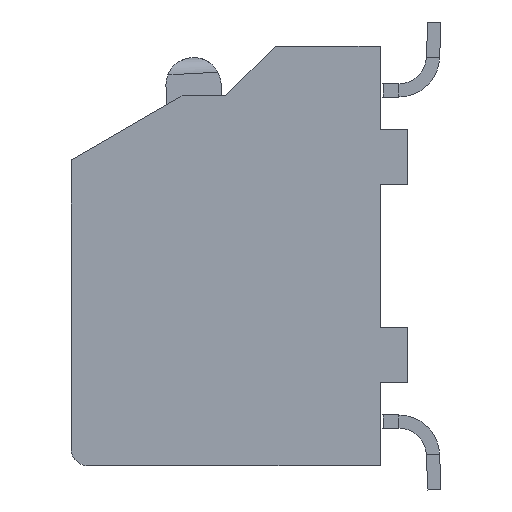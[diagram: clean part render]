
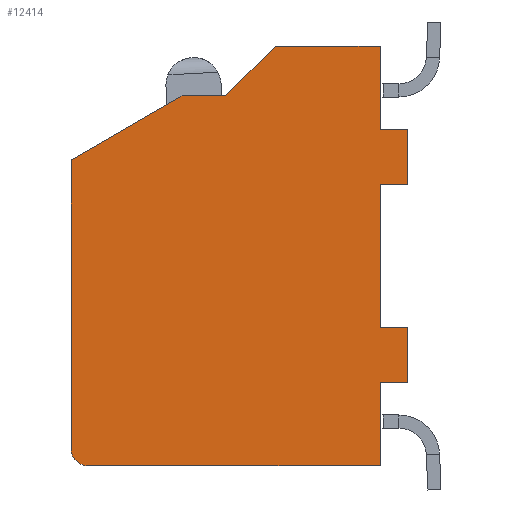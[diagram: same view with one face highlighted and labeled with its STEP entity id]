
A CAD part, left-side view. The second image highlights one B-rep face of the part: STEP entity #12414.
In plain terms, the highlighted planar face has unit normal (-1, 0, 0).
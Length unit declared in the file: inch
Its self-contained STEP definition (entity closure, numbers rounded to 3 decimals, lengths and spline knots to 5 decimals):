
#9468=DIRECTION('',(0.,0.,1.));
#9469=VECTOR('',#9468,0.075);
#9470=CARTESIAN_POINT('',(-0.54,-0.111,-0.19));
#9471=LINE('',#9470,#9469);
#9472=DIRECTION('',(0.,-1.,0.));
#9473=VECTOR('',#9472,0.265);
#9474=CARTESIAN_POINT('',(-0.54,0.154,-0.19));
#9475=LINE('',#9474,#9473);
#9476=CARTESIAN_POINT('',(-0.54,0.154,-0.175));
#9477=DIRECTION('',(-1.,0.,0.));
#9478=DIRECTION('',(0.,1.,0.));
#9479=AXIS2_PLACEMENT_3D('',#9476,#9477,#9478);
#9481=DIRECTION('',(0.,0.,-1.));
#9482=VECTOR('',#9481,0.262);
#9483=CARTESIAN_POINT('',(-0.54,0.169,0.087));
#9484=LINE('',#9483,#9482);
#9485=DIRECTION('',(0.,0.866,-0.5));
#9486=VECTOR('',#9485,0.116);
#9487=CARTESIAN_POINT('',(-0.54,0.06854,0.145));
#9488=LINE('',#9487,#9486);
#9489=DIRECTION('',(0.,1.,0.));
#9490=VECTOR('',#9489,0.03954);
#9491=CARTESIAN_POINT('',(-0.54,0.029,0.145));
#9492=LINE('',#9491,#9490);
#9493=DIRECTION('',(0.,0.707,-0.707));
#9494=VECTOR('',#9493,0.06364);
#9495=CARTESIAN_POINT('',(-0.54,-0.016,0.19));
#9496=LINE('',#9495,#9494);
#9497=DIRECTION('',(0.,1.,0.));
#9498=VECTOR('',#9497,0.095);
#9499=CARTESIAN_POINT('',(-0.54,-0.111,0.19));
#9500=LINE('',#9499,#9498);
#9501=DIRECTION('',(0.,0.,1.));
#9502=VECTOR('',#9501,0.075);
#9503=CARTESIAN_POINT('',(-0.54,-0.111,0.115));
#9504=LINE('',#9503,#9502);
#9505=DIRECTION('',(0.,-1.,0.));
#9506=VECTOR('',#9505,0.025);
#9507=CARTESIAN_POINT('',(-0.54,-0.111,0.065));
#9508=LINE('',#9507,#9506);
#9509=DIRECTION('',(0.,0.,1.));
#9510=VECTOR('',#9509,0.13);
#9511=CARTESIAN_POINT('',(-0.54,-0.111,-0.065));
#9512=LINE('',#9511,#9510);
#9513=DIRECTION('',(0.,-1.,0.));
#9514=VECTOR('',#9513,0.025);
#9515=CARTESIAN_POINT('',(-0.54,-0.111,-0.065));
#9516=LINE('',#9515,#9514);
#11271=DIRECTION('',(0.,-1.,0.));
#11272=VECTOR('',#11271,0.025);
#11273=CARTESIAN_POINT('',(-0.54,-0.111,0.115));
#11274=LINE('',#11273,#11272);
#11279=DIRECTION('',(0.,0.,1.));
#11280=VECTOR('',#11279,0.05);
#11281=CARTESIAN_POINT('',(-0.54,-0.136,0.065));
#11282=LINE('',#11281,#11280);
#11303=DIRECTION('',(0.,0.,-1.));
#11304=VECTOR('',#11303,0.05);
#11305=CARTESIAN_POINT('',(-0.54,-0.136,-0.065));
#11306=LINE('',#11305,#11304);
#11307=DIRECTION('',(0.,-1.,0.));
#11308=VECTOR('',#11307,0.025);
#11309=CARTESIAN_POINT('',(-0.54,-0.111,-0.115));
#11310=LINE('',#11309,#11308);
#11415=CARTESIAN_POINT('',(-0.54,-0.111,0.19));
#11416=CARTESIAN_POINT('',(-0.54,-0.016,0.19));
#11417=VERTEX_POINT('',#11415);
#11418=VERTEX_POINT('',#11416);
#11419=CARTESIAN_POINT('',(-0.54,0.029,0.145));
#11420=VERTEX_POINT('',#11419);
#11421=CARTESIAN_POINT('',(-0.54,0.06854,0.145));
#11422=VERTEX_POINT('',#11421);
#11423=CARTESIAN_POINT('',(-0.54,0.169,0.087));
#11424=VERTEX_POINT('',#11423);
#11425=CARTESIAN_POINT('',(-0.54,0.169,-0.175));
#11426=VERTEX_POINT('',#11425);
#11427=CARTESIAN_POINT('',(-0.54,0.154,-0.19));
#11428=VERTEX_POINT('',#11427);
#11429=CARTESIAN_POINT('',(-0.54,-0.111,-0.19));
#11430=VERTEX_POINT('',#11429);
#11476=CARTESIAN_POINT('',(-0.54,-0.136,0.065));
#11478=VERTEX_POINT('',#11476);
#11479=CARTESIAN_POINT('',(-0.54,-0.136,0.115));
#11480=VERTEX_POINT('',#11479);
#11483=CARTESIAN_POINT('',(-0.54,-0.111,0.065));
#11485=VERTEX_POINT('',#11483);
#11487=CARTESIAN_POINT('',(-0.54,-0.111,0.115));
#11489=VERTEX_POINT('',#11487);
#11492=CARTESIAN_POINT('',(-0.54,-0.136,-0.065));
#11494=VERTEX_POINT('',#11492);
#11495=CARTESIAN_POINT('',(-0.54,-0.136,-0.115));
#11496=VERTEX_POINT('',#11495);
#11499=CARTESIAN_POINT('',(-0.54,-0.111,-0.065));
#11501=VERTEX_POINT('',#11499);
#11503=CARTESIAN_POINT('',(-0.54,-0.111,-0.115));
#11505=VERTEX_POINT('',#11503);
#12382=CARTESIAN_POINT('',(-0.54,-0.111,-0.19));
#12383=DIRECTION('',(-1.,0.,0.));
#12384=DIRECTION('',(0.,0.,-1.));
#12385=AXIS2_PLACEMENT_3D('',#12382,#12383,#12384);
#12386=PLANE('',#12385);
#12387=ORIENTED_EDGE('',*,*,#12276,.F.);
#12389=ORIENTED_EDGE('',*,*,#12388,.F.);
#12391=ORIENTED_EDGE('',*,*,#12390,.F.);
#12393=ORIENTED_EDGE('',*,*,#12392,.F.);
#12395=ORIENTED_EDGE('',*,*,#12394,.F.);
#12397=ORIENTED_EDGE('',*,*,#12396,.F.);
#12398=ORIENTED_EDGE('',*,*,#12134,.F.);
#12399=ORIENTED_EDGE('',*,*,#12190,.F.);
#12400=ORIENTED_EDGE('',*,*,#12249,.F.);
#12402=ORIENTED_EDGE('',*,*,#12401,.T.);
#12404=ORIENTED_EDGE('',*,*,#12403,.F.);
#12405=ORIENTED_EDGE('',*,*,#12374,.F.);
#12406=ORIENTED_EDGE('',*,*,#12205,.F.);
#12407=ORIENTED_EDGE('',*,*,#12319,.T.);
#12409=ORIENTED_EDGE('',*,*,#12408,.T.);
#12411=ORIENTED_EDGE('',*,*,#12410,.F.);
#12412=EDGE_LOOP('',(#12387,#12389,#12391,#12393,#12395,#12397,#12398,#12399,
#12400,#12402,#12404,#12405,#12406,#12407,#12409,#12411));
#12413=FACE_OUTER_BOUND('',#12412,.F.);
#12414=ADVANCED_FACE('',(#12413),#12386,.T.);
#9480=CIRCLE('',#9479,0.015);
#12134=EDGE_CURVE('',#11418,#11420,#9496,.T.);
#12190=EDGE_CURVE('',#11417,#11418,#9500,.T.);
#12205=EDGE_CURVE('',#11501,#11485,#9512,.T.);
#12249=EDGE_CURVE('',#11489,#11417,#9504,.T.);
#12276=EDGE_CURVE('',#11430,#11505,#9471,.T.);
#12319=EDGE_CURVE('',#11501,#11494,#9516,.T.);
#12374=EDGE_CURVE('',#11485,#11478,#9508,.T.);
#12388=EDGE_CURVE('',#11428,#11430,#9475,.T.);
#12390=EDGE_CURVE('',#11426,#11428,#9480,.T.);
#12392=EDGE_CURVE('',#11424,#11426,#9484,.T.);
#12394=EDGE_CURVE('',#11422,#11424,#9488,.T.);
#12396=EDGE_CURVE('',#11420,#11422,#9492,.T.);
#12401=EDGE_CURVE('',#11489,#11480,#11274,.T.);
#12403=EDGE_CURVE('',#11478,#11480,#11282,.T.);
#12408=EDGE_CURVE('',#11494,#11496,#11306,.T.);
#12410=EDGE_CURVE('',#11505,#11496,#11310,.T.);
